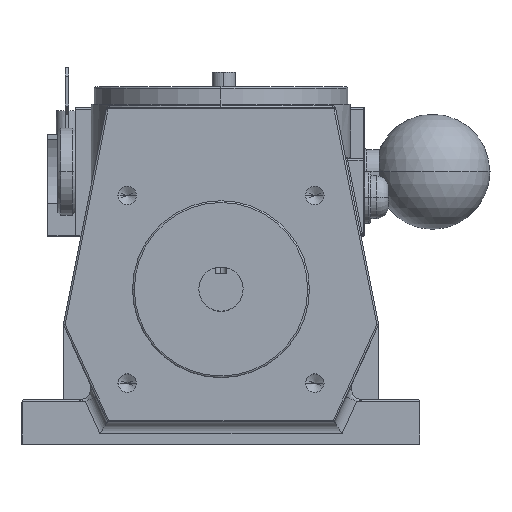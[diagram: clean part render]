
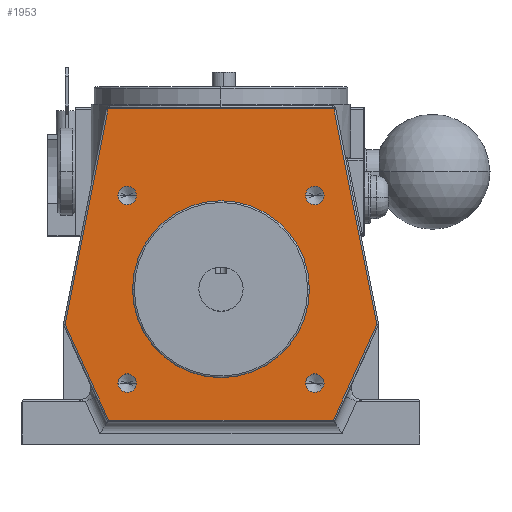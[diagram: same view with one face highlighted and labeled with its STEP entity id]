
A CAD part, top view. The second image highlights one B-rep face of the part: STEP entity #1953.
In plain terms, the highlighted planar face has unit normal (0, 0, 1).
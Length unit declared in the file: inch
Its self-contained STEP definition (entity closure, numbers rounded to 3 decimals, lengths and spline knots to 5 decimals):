
#95 = VERTEX_POINT ( 'NONE', #996 ) ;
#96 = VERTEX_POINT ( 'NONE', #997 ) ;
#99 = VERTEX_POINT ( 'NONE', #1000 ) ;
#100 = VERTEX_POINT ( 'NONE', #1001 ) ;
#103 = VERTEX_POINT ( 'NONE', #1004 ) ;
#104 = VERTEX_POINT ( 'NONE', #1005 ) ;
#107 = VERTEX_POINT ( 'NONE', #1008 ) ;
#108 = VERTEX_POINT ( 'NONE', #1009 ) ;
#109 = VERTEX_POINT ( 'NONE', #1010 ) ;
#110 = VERTEX_POINT ( 'NONE', #1011 ) ;
#540 = EDGE_CURVE ( 'NONE', #95, #96, #4032, .T. ) ;
#553 = EDGE_CURVE ( 'NONE', #99, #100, #4051, .T. ) ;
#554 = EDGE_CURVE ( 'NONE', #103, #104, #4053, .T. ) ;
#558 = EDGE_CURVE ( 'NONE', #107, #108, #4060, .T. ) ;
#572 = EDGE_CURVE ( 'NONE', #109, #110, #4083, .T. ) ;
#919 = VERTEX_POINT ( 'NONE', #6383 ) ;
#920 = VERTEX_POINT ( 'NONE', #6384 ) ;
#921 = VERTEX_POINT ( 'NONE', #6385 ) ;
#922 = VERTEX_POINT ( 'NONE', #6386 ) ;
#923 = VERTEX_POINT ( 'NONE', #6387 ) ;
#924 = VERTEX_POINT ( 'NONE', #6388 ) ;
#996 = CARTESIAN_POINT ( 'NONE',  ( 1.43474, 4.21599, 3.3125 ) ) ;
#997 = CARTESIAN_POINT ( 'NONE',  ( 1.74724, 4.21599, 3.3125 ) ) ;
#1000 = CARTESIAN_POINT ( 'NONE',  ( -1.74724, 4.21599, 3.3125 ) ) ;
#1001 = CARTESIAN_POINT ( 'NONE',  ( -1.43474, 4.21599, 3.3125 ) ) ;
#1004 = CARTESIAN_POINT ( 'NONE',  ( -1.74724, 1.03401, 3.3125 ) ) ;
#1005 = CARTESIAN_POINT ( 'NONE',  ( -1.43474, 1.03401, 3.3125 ) ) ;
#1008 = CARTESIAN_POINT ( 'NONE',  ( 1.43474, 1.03401, 3.3125 ) ) ;
#1009 = CARTESIAN_POINT ( 'NONE',  ( 1.74724, 1.03401, 3.3125 ) ) ;
#1010 = CARTESIAN_POINT ( 'NONE',  ( 1.5, 2.625, 3.3125 ) ) ;
#1011 = CARTESIAN_POINT ( 'NONE',  ( -1.5, 2.625, 3.3125 ) ) ;
#1365 = EDGE_LOOP ( 'NONE', ( #2442, #2443, #2734, #2735, #2736, #2737 ) ) ;
#1366 = EDGE_LOOP ( 'NONE', ( #2738, #2739 ) ) ;
#1368 = EDGE_LOOP ( 'NONE', ( #2740, #2741 ) ) ;
#1369 = EDGE_LOOP ( 'NONE', ( #2742, #2743 ) ) ;
#1370 = EDGE_LOOP ( 'NONE', ( #2744, #2745 ) ) ;
#1371 = EDGE_LOOP ( 'NONE', ( #2746, #2747 ) ) ;
#1953 = ADVANCED_FACE ( 'NONE', ( #5736, #5744, #5746, #5748, #5738, #5740 ), #6754, .T. ) ;
#2442 = ORIENTED_EDGE ( 'NONE', *, *, #2524, .T. ) ;
#2443 = ORIENTED_EDGE ( 'NONE', *, *, #2523, .T. ) ;
#2503 = EDGE_CURVE ( 'NONE', #921, #922, #6113, .T. ) ;
#2511 = EDGE_CURVE ( 'NONE', #924, #919, #10725, .T. ) ;
#2512 = EDGE_CURVE ( 'NONE', #110, #109, #10733, .T. ) ;
#2518 = EDGE_CURVE ( 'NONE', #923, #924, #10734, .T. ) ;
#2519 = EDGE_CURVE ( 'NONE', #108, #107, #10743, .T. ) ;
#2520 = EDGE_CURVE ( 'NONE', #104, #103, #10745, .T. ) ;
#2521 = EDGE_CURVE ( 'NONE', #100, #99, #10747, .T. ) ;
#2522 = EDGE_CURVE ( 'NONE', #96, #95, #10748, .T. ) ;
#2523 = EDGE_CURVE ( 'NONE', #920, #921, #10740, .T. ) ;
#2524 = EDGE_CURVE ( 'NONE', #919, #920, #10749, .T. ) ;
#2525 = EDGE_CURVE ( 'NONE', #922, #923, #10751, .T. ) ;
#2734 = ORIENTED_EDGE ( 'NONE', *, *, #2503, .T. ) ;
#2735 = ORIENTED_EDGE ( 'NONE', *, *, #2525, .T. ) ;
#2736 = ORIENTED_EDGE ( 'NONE', *, *, #2518, .T. ) ;
#2737 = ORIENTED_EDGE ( 'NONE', *, *, #2511, .T. ) ;
#2738 = ORIENTED_EDGE ( 'NONE', *, *, #2522, .F. ) ;
#2739 = ORIENTED_EDGE ( 'NONE', *, *, #540, .F. ) ;
#2740 = ORIENTED_EDGE ( 'NONE', *, *, #2521, .F. ) ;
#2741 = ORIENTED_EDGE ( 'NONE', *, *, #553, .F. ) ;
#2742 = ORIENTED_EDGE ( 'NONE', *, *, #2520, .F. ) ;
#2743 = ORIENTED_EDGE ( 'NONE', *, *, #554, .F. ) ;
#2744 = ORIENTED_EDGE ( 'NONE', *, *, #2519, .F. ) ;
#2745 = ORIENTED_EDGE ( 'NONE', *, *, #558, .F. ) ;
#2746 = ORIENTED_EDGE ( 'NONE', *, *, #572, .F. ) ;
#2747 = ORIENTED_EDGE ( 'NONE', *, *, #2512, .F. ) ;
#4032 = CIRCLE ( 'NONE', #4391, 0.15625 ) ;
#4051 = CIRCLE ( 'NONE', #4399, 0.15625 ) ;
#4053 = CIRCLE ( 'NONE', #4397, 0.15625 ) ;
#4060 = CIRCLE ( 'NONE', #4398, 0.15625 ) ;
#4083 = CIRCLE ( 'NONE', #4405, 1.5 ) ;
#4391 = AXIS2_PLACEMENT_3D ( 'NONE', #4962, #4963, #4964 ) ;
#4397 = AXIS2_PLACEMENT_3D ( 'NONE', #4999, #5000, #5001 ) ;
#4398 = AXIS2_PLACEMENT_3D ( 'NONE', #5009, #5010, #5011 ) ;
#4399 = AXIS2_PLACEMENT_3D ( 'NONE', #4984, #4997, #4998 ) ;
#4405 = AXIS2_PLACEMENT_3D ( 'NONE', #5037, #5041, #5042 ) ;
#4522 = AXIS2_PLACEMENT_3D ( 'NONE', #6750, #6757, #6758 ) ;
#4962 = CARTESIAN_POINT ( 'NONE',  ( 1.59099, 4.21599, 3.3125 ) ) ;
#4963 = DIRECTION ( 'NONE',  ( 0., 0., 1. ) ) ;
#4964 = DIRECTION ( 'NONE',  ( 1., 0., 0. ) ) ;
#4984 = CARTESIAN_POINT ( 'NONE',  ( -1.59099, 4.21599, 3.3125 ) ) ;
#4997 = DIRECTION ( 'NONE',  ( 0., 0., 1. ) ) ;
#4998 = DIRECTION ( 'NONE',  ( 1., 0., 0. ) ) ;
#4999 = CARTESIAN_POINT ( 'NONE',  ( -1.59099, 1.03401, 3.3125 ) ) ;
#5000 = DIRECTION ( 'NONE',  ( 0., 0., 1. ) ) ;
#5001 = DIRECTION ( 'NONE',  ( 1., 0., 0. ) ) ;
#5009 = CARTESIAN_POINT ( 'NONE',  ( 1.59099, 1.03401, 3.3125 ) ) ;
#5010 = DIRECTION ( 'NONE',  ( 0., 0., 1. ) ) ;
#5011 = DIRECTION ( 'NONE',  ( 1., 0., 0. ) ) ;
#5037 = CARTESIAN_POINT ( 'NONE',  ( 0., 2.625, 3.3125 ) ) ;
#5041 = DIRECTION ( 'NONE',  ( 0., 0., 1. ) ) ;
#5042 = DIRECTION ( 'NONE',  ( 1., 0., 0. ) ) ;
#5736 = FACE_OUTER_BOUND ( 'NONE', #1365, .T. ) ;
#5738 = FACE_BOUND ( 'NONE', #1370, .T. ) ;
#5740 = FACE_BOUND ( 'NONE', #1371, .T. ) ;
#5744 = FACE_BOUND ( 'NONE', #1366, .T. ) ;
#5746 = FACE_BOUND ( 'NONE', #1368, .T. ) ;
#5748 = FACE_BOUND ( 'NONE', #1369, .T. ) ;
#6113 = LINE ( 'NONE', #10338, #6114 ) ;
#6114 = VECTOR ( 'NONE', #10339, 39.37008 ) ;
#6383 = CARTESIAN_POINT ( 'NONE',  ( 2.64369, 2.02861, 3.3125 ) ) ;
#6384 = CARTESIAN_POINT ( 'NONE',  ( 1.91482, 5.6825, 3.3125 ) ) ;
#6385 = CARTESIAN_POINT ( 'NONE',  ( -1.91482, 5.6825, 3.3125 ) ) ;
#6386 = CARTESIAN_POINT ( 'NONE',  ( -2.64369, 2.02861, 3.3125 ) ) ;
#6387 = CARTESIAN_POINT ( 'NONE',  ( -1.90568, 0.405, 3.3125 ) ) ;
#6388 = CARTESIAN_POINT ( 'NONE',  ( 1.90568, 0.405, 3.3125 ) ) ;
#6750 = CARTESIAN_POINT ( 'NONE',  ( 2.0883, 4.96618, 3.3125 ) ) ;
#6754 = PLANE ( 'NONE',  #4522 ) ;
#6757 = DIRECTION ( 'NONE',  ( 0., 0., 1. ) ) ;
#6758 = DIRECTION ( 'NONE',  ( 1., 0., 0. ) ) ;
#7680 = AXIS2_PLACEMENT_3D ( 'NONE', #10349, #10360, #10361 ) ;
#7685 = AXIS2_PLACEMENT_3D ( 'NONE', #10374, #10383, #10384 ) ;
#7686 = AXIS2_PLACEMENT_3D ( 'NONE', #10371, #10380, #10381 ) ;
#7687 = AXIS2_PLACEMENT_3D ( 'NONE', #10379, #10385, #10386 ) ;
#7688 = AXIS2_PLACEMENT_3D ( 'NONE', #10382, #10387, #10388 ) ;
#10338 = CARTESIAN_POINT ( 'NONE',  ( -1.89905, 5.76156, 3.3125 ) ) ;
#10339 = DIRECTION ( 'NONE',  ( -0.196, -0.981, 0. ) ) ;
#10349 = CARTESIAN_POINT ( 'NONE',  ( 0., 2.625, 3.3125 ) ) ;
#10357 = CARTESIAN_POINT ( 'NONE',  ( 2.64769, 2.03741, 3.3125 ) ) ;
#10358 = DIRECTION ( 'NONE',  ( 0.414, 0.91, 0. ) ) ;
#10360 = DIRECTION ( 'NONE',  ( 0., 0., 1. ) ) ;
#10361 = DIRECTION ( 'NONE',  ( 1., 0., 0. ) ) ;
#10371 = CARTESIAN_POINT ( 'NONE',  ( 1.59099, 1.03401, 3.3125 ) ) ;
#10374 = CARTESIAN_POINT ( 'NONE',  ( -1.59099, 1.03401, 3.3125 ) ) ;
#10377 = CARTESIAN_POINT ( 'NONE',  ( 1.925, 0.405, 3.3125 ) ) ;
#10378 = DIRECTION ( 'NONE',  ( 1., 0., 0. ) ) ;
#10379 = CARTESIAN_POINT ( 'NONE',  ( -1.59099, 4.21599, 3.3125 ) ) ;
#10380 = DIRECTION ( 'NONE',  ( 0., 0., 1. ) ) ;
#10381 = DIRECTION ( 'NONE',  ( 1., 0., 0. ) ) ;
#10382 = CARTESIAN_POINT ( 'NONE',  ( 1.59099, 4.21599, 3.3125 ) ) ;
#10383 = DIRECTION ( 'NONE',  ( 0., 0., 1. ) ) ;
#10384 = DIRECTION ( 'NONE',  ( 1., 0., 0. ) ) ;
#10385 = DIRECTION ( 'NONE',  ( 0., 0., 1. ) ) ;
#10386 = DIRECTION ( 'NONE',  ( 1., 0., 0. ) ) ;
#10387 = DIRECTION ( 'NONE',  ( 0., 0., 1. ) ) ;
#10388 = DIRECTION ( 'NONE',  ( 1., 0., 0. ) ) ;
#10389 = CARTESIAN_POINT ( 'NONE',  ( 2.0883, 5.6825, 3.3125 ) ) ;
#10390 = DIRECTION ( 'NONE',  ( -1., 0., 0. ) ) ;
#10391 = CARTESIAN_POINT ( 'NONE',  ( 2.05888, 4.96031, 3.3125 ) ) ;
#10392 = DIRECTION ( 'NONE',  ( -0.196, 0.981, 0. ) ) ;
#10393 = CARTESIAN_POINT ( 'NONE',  ( -1.89769, 0.38741, 3.3125 ) ) ;
#10394 = DIRECTION ( 'NONE',  ( 0.414, -0.91, 0. ) ) ;
#10725 = LINE ( 'NONE', #10357, #10730 ) ;
#10730 = VECTOR ( 'NONE', #10358, 39.37008 ) ;
#10733 = CIRCLE ( 'NONE', #7680, 1.5 ) ;
#10734 = LINE ( 'NONE', #10377, #10738 ) ;
#10738 = VECTOR ( 'NONE', #10378, 39.37008 ) ;
#10740 = LINE ( 'NONE', #10389, #10746 ) ;
#10743 = CIRCLE ( 'NONE', #7686, 0.15625 ) ;
#10745 = CIRCLE ( 'NONE', #7685, 0.15625 ) ;
#10746 = VECTOR ( 'NONE', #10390, 39.37008 ) ;
#10747 = CIRCLE ( 'NONE', #7687, 0.15625 ) ;
#10748 = CIRCLE ( 'NONE', #7688, 0.15625 ) ;
#10749 = LINE ( 'NONE', #10391, #10750 ) ;
#10750 = VECTOR ( 'NONE', #10392, 39.37008 ) ;
#10751 = LINE ( 'NONE', #10393, #10752 ) ;
#10752 = VECTOR ( 'NONE', #10394, 39.37008 ) ;
